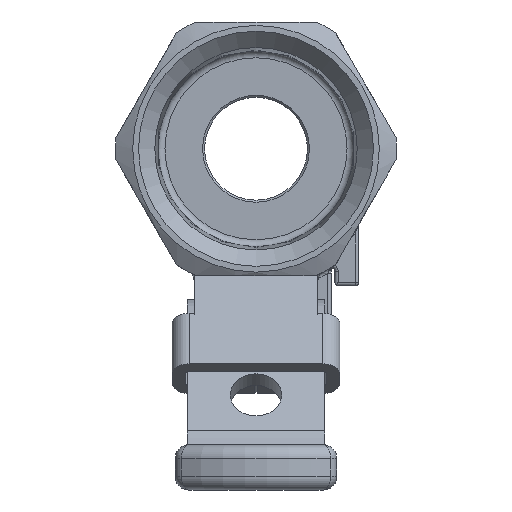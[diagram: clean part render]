
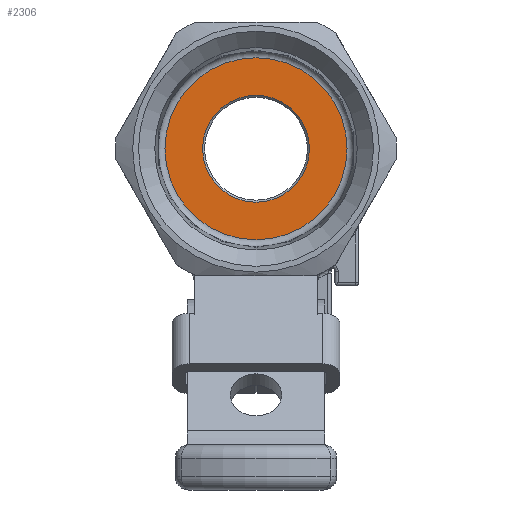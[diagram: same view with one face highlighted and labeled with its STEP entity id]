
A CAD part, left-side view. The second image highlights one B-rep face of the part: STEP entity #2306.
In plain terms, the highlighted planar face has unit normal (-1, 0, 0).
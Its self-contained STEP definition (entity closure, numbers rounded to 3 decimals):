
#2306=ADVANCED_FACE('',(#4783,#4784),#4785,.F.);
#4783=FACE_BOUND('',#8871,.T.);
#4784=FACE_OUTER_BOUND('',#8872,.T.);
#4785=PLANE('',#8873);
#8871=EDGE_LOOP('',(#17683));
#8872=EDGE_LOOP('',(#17684));
#8873=AXIS2_PLACEMENT_3D('',#17685,#17686,#17687);
#17683=ORIENTED_EDGE('',*,*,#22489,.F.);
#17684=ORIENTED_EDGE('',*,*,#22491,.T.);
#17685=CARTESIAN_POINT('',(-15.8,0.0,-13.284));
#17686=DIRECTION('',(1.0,0.,0.));
#17687=DIRECTION('',(0.,0.0,-1.0));
#22489=EDGE_CURVE('',#26861,#26861,#26862,.T.);
#22491=EDGE_CURVE('',#26864,#26864,#26865,.T.);
#26861=VERTEX_POINT('',#33529);
#26862=CIRCLE('',#33530,7.8);
#26864=VERTEX_POINT('',#33532);
#26865=CIRCLE('',#33533,13.284);
#33529=CARTESIAN_POINT('',(-15.8,0.0,7.8));
#33530=AXIS2_PLACEMENT_3D('',#37860,#37861,#37862);
#33532=CARTESIAN_POINT('',(-15.8,0.0,13.284));
#33533=AXIS2_PLACEMENT_3D('',#37863,#37864,#37865);
#37860=CARTESIAN_POINT('',(-15.8,0.0,0.));
#37861=DIRECTION('',(-1.0,0.,0.));
#37862=DIRECTION('',(0.,0.0,1.0));
#37863=CARTESIAN_POINT('',(-15.8,0.0,0.));
#37864=DIRECTION('',(-1.0,0.,0.));
#37865=DIRECTION('',(0.,0.0,1.0));
